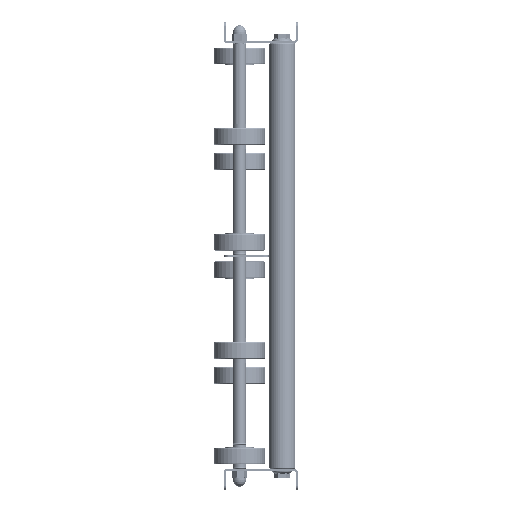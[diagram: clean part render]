
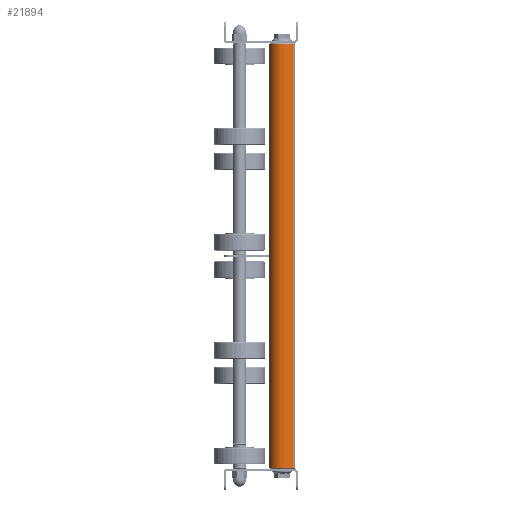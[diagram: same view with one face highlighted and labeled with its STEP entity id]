
A CAD part, left-side view. The second image highlights one B-rep face of the part: STEP entity #21894.
In plain terms, the highlighted cylindrical face has radius 12.5 mm (diameter 25 mm), a partial arc.
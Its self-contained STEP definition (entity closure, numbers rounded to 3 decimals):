
#328 = DIRECTION ( 'NONE',  ( 0., 0., 1. ) ) ;
#999 = DIRECTION ( 'NONE',  ( 0., 0., -1. ) ) ;
#2355 = EDGE_CURVE ( 'NONE', #23135, #10411, #24345, .T. ) ;
#2705 = AXIS2_PLACEMENT_3D ( 'NONE', #7778, #20890, #999 ) ;
#3401 = ORIENTED_EDGE ( 'NONE', *, *, #5539, .T. ) ;
#4749 = CARTESIAN_POINT ( 'NONE',  ( 400., 0., 0. ) ) ;
#4793 = ORIENTED_EDGE ( 'NONE', *, *, #27374, .T. ) ;
#5539 = EDGE_CURVE ( 'NONE', #11810, #23248, #22183, .T. ) ;
#6372 = DIRECTION ( 'NONE',  ( -1., 0., 0. ) ) ;
#6527 = CYLINDRICAL_SURFACE ( 'NONE', #10759, 12.5 ) ;
#6955 = FACE_OUTER_BOUND ( 'NONE', #14259, .T. ) ;
#7778 = CARTESIAN_POINT ( 'NONE',  ( 399., 0., 0. ) ) ;
#10137 = ORIENTED_EDGE ( 'NONE', *, *, #2355, .T. ) ;
#10411 = VERTEX_POINT ( 'NONE', #11859 ) ;
#10759 = AXIS2_PLACEMENT_3D ( 'NONE', #4749, #22716, #328 ) ;
#11810 = VERTEX_POINT ( 'NONE', #13385 ) ;
#11859 = CARTESIAN_POINT ( 'NONE',  ( 399., 0., 12.5 ) ) ;
#11924 = VECTOR ( 'NONE', #6372, 1000. ) ;
#12531 = EDGE_CURVE ( 'NONE', #23135, #23248, #17118, .T. ) ;
#12786 = DIRECTION ( 'NONE',  ( -1., 0., 0. ) ) ;
#13385 = CARTESIAN_POINT ( 'NONE',  ( 1., 0., 12.5 ) ) ;
#14179 = AXIS2_PLACEMENT_3D ( 'NONE', #14647, #19622, #21993 ) ;
#14259 = EDGE_LOOP ( 'NONE', ( #23761, #10137, #4793, #3401 ) ) ;
#14647 = CARTESIAN_POINT ( 'NONE',  ( 1., 0., 0. ) ) ;
#15004 = CARTESIAN_POINT ( 'NONE',  ( 400., 0., 12.5 ) ) ;
#16404 = CARTESIAN_POINT ( 'NONE',  ( 399., 0., -12.5 ) ) ;
#17118 = LINE ( 'NONE', #28770, #11924 ) ;
#19622 = DIRECTION ( 'NONE',  ( 1., 0., 0. ) ) ;
#20890 = DIRECTION ( 'NONE',  ( -1., 0., 0. ) ) ;
#21296 = VECTOR ( 'NONE', #12786, 1000. ) ;
#21894 = ADVANCED_FACE ( 'NONE', ( #6955 ), #6527, .T. ) ;
#21993 = DIRECTION ( 'NONE',  ( 0., 0., -1. ) ) ;
#22183 = CIRCLE ( 'NONE', #14179, 12.5 ) ;
#22716 = DIRECTION ( 'NONE',  ( -1., 0., 0. ) ) ;
#23135 = VERTEX_POINT ( 'NONE', #16404 ) ;
#23248 = VERTEX_POINT ( 'NONE', #28330 ) ;
#23761 = ORIENTED_EDGE ( 'NONE', *, *, #12531, .F. ) ;
#24009 = LINE ( 'NONE', #15004, #21296 ) ;
#24345 = CIRCLE ( 'NONE', #2705, 12.5 ) ;
#27374 = EDGE_CURVE ( 'NONE', #10411, #11810, #24009, .T. ) ;
#28330 = CARTESIAN_POINT ( 'NONE',  ( 1., 0., -12.5 ) ) ;
#28770 = CARTESIAN_POINT ( 'NONE',  ( 400., 0., -12.5 ) ) ;
